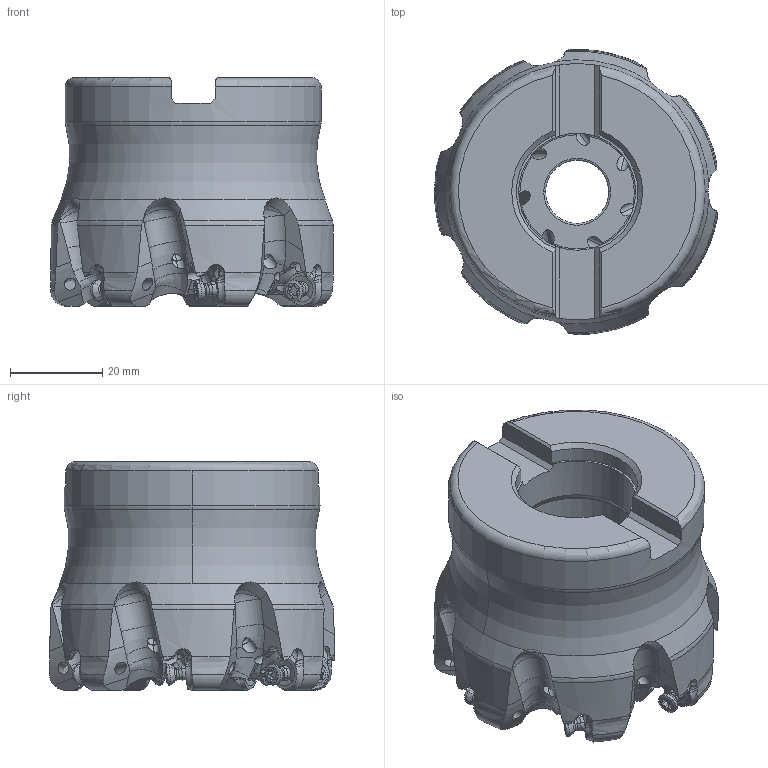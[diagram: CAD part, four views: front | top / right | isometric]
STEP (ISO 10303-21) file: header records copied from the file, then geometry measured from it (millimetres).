
FILE_DESCRIPTION(/* description */ (''),/* implementation_level */ '2;1');
FILE_NAME(/* name */ 'WWX200UR2_5007CA.stp',/* time_stamp */ '2022-11-25T16:42:49+09:00',/* author */ (''),/* organization */ (''),/* preprocessor_version */ 'ST-DEVELOPER v16',/* originating_system */ 'SIEMENS PLM Software NX 10.0',/* authorisation */ '');
FILE_SCHEMA (('AUTOMOTIVE_DESIGN { 1 0 10303 214 3 1 1 1 }'));
Length unit declared in the file: millimetre
Products named in the file (1): WWX200UR2_5007CA_ASM
Bounding box: 61.41 x 61.89 x 49.61 mm (x, y, z)
Volume: 93587.6 mm3; surface area: 20095.2 mm2
Topology: 8 solids, 8 shells, 890 faces, 2602 edges, 1669 vertices
Faces by surface type: cylinder 299, plane 217, sphere 112, bspline 105, cone 64, torus 51, extrusion 42
Entity records: 51714 total; most frequent: CARTESIAN_POINT 29850, ORIENTED_EDGE 5064, DIRECTION 3907, EDGE_CURVE 2532, VERTEX_POINT 1659, AXIS2_PLACEMENT_3D 1653, B_SPLINE_CURVE_WITH_KNOTS 1141, EDGE_LOOP 921
